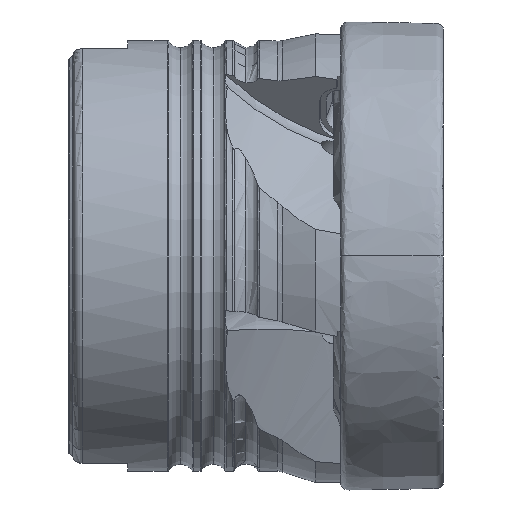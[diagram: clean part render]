
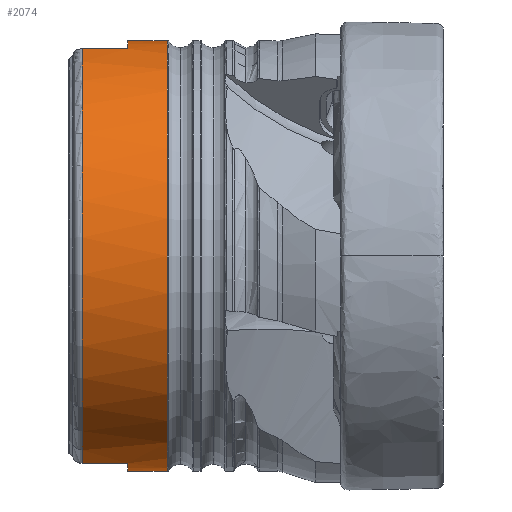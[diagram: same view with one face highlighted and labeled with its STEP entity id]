
A CAD part, front view. The second image highlights one B-rep face of the part: STEP entity #2074.
In plain terms, the highlighted cylindrical face has radius 23 mm (diameter 46 mm), a partial arc.
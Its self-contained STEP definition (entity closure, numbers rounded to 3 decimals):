
#118 = AXIS2_PLACEMENT_3D ( 'NONE', #7300, #6434, #4902 ) ;
#339 = CIRCLE ( 'NONE', #6691, 23. ) ;
#483 = ORIENTED_EDGE ( 'NONE', *, *, #9714, .T. ) ;
#485 = VECTOR ( 'NONE', #4061, 1000. ) ;
#797 = CARTESIAN_POINT ( 'NONE',  ( -37.9, -6.232, 22.14 ) ) ;
#819 = CARTESIAN_POINT ( 'NONE',  ( 0., -6.232, 22.14 ) ) ;
#1316 = LINE ( 'NONE', #2180, #1674 ) ;
#1317 = DIRECTION ( 'NONE',  ( 1., 0., 0. ) ) ;
#1323 = DIRECTION ( 'NONE',  ( 0., 0., -1. ) ) ;
#1574 = EDGE_CURVE ( 'NONE', #9819, #2989, #3176, .T. ) ;
#1674 = VECTOR ( 'NONE', #1317, 1000. ) ;
#1713 = VERTEX_POINT ( 'NONE', #6693 ) ;
#1802 = CYLINDRICAL_SURFACE ( 'NONE', #5858, 23. ) ;
#1982 = ORIENTED_EDGE ( 'NONE', *, *, #7185, .F. ) ;
#2032 = DIRECTION ( 'NONE',  ( 1., 0., 0. ) ) ;
#2044 = VERTEX_POINT ( 'NONE', #7020 ) ;
#2074 = ADVANCED_FACE ( 'NONE', ( #4174 ), #1802, .T. ) ;
#2180 = CARTESIAN_POINT ( 'NONE',  ( 0., 0., 23. ) ) ;
#2373 = VERTEX_POINT ( 'NONE', #2802 ) ;
#2563 = ORIENTED_EDGE ( 'NONE', *, *, #9875, .T. ) ;
#2598 = AXIS2_PLACEMENT_3D ( 'NONE', #5997, #2032, #2910 ) ;
#2723 = VERTEX_POINT ( 'NONE', #8907 ) ;
#2802 = CARTESIAN_POINT ( 'NONE',  ( -37.9, -6.232, -22.14 ) ) ;
#2910 = DIRECTION ( 'NONE',  ( 0., 0., 1. ) ) ;
#2989 = VERTEX_POINT ( 'NONE', #9248 ) ;
#3121 = DIRECTION ( 'NONE',  ( 1., 0., 0. ) ) ;
#3176 = CIRCLE ( 'NONE', #2598, 23. ) ;
#3258 = AXIS2_PLACEMENT_3D ( 'NONE', #3962, #10365, #6531 ) ;
#3651 = CARTESIAN_POINT ( 'NONE',  ( -28.81, 0., 0. ) ) ;
#3962 = CARTESIAN_POINT ( 'NONE',  ( -37.9, 0., 0. ) ) ;
#4034 = CARTESIAN_POINT ( 'NONE',  ( 0., 0., 0. ) ) ;
#4061 = DIRECTION ( 'NONE',  ( -1., 0., 0. ) ) ;
#4174 = FACE_OUTER_BOUND ( 'NONE', #9818, .T. ) ;
#4284 = ORIENTED_EDGE ( 'NONE', *, *, #5115, .T. ) ;
#4317 = LINE ( 'NONE', #5260, #4802 ) ;
#4667 = CARTESIAN_POINT ( 'NONE',  ( 0., -6.232, -22.14 ) ) ;
#4747 = DIRECTION ( 'NONE',  ( 1., 0., 0. ) ) ;
#4802 = VECTOR ( 'NONE', #6037, 1000. ) ;
#4902 = DIRECTION ( 'NONE',  ( 0., 0., 1. ) ) ;
#4969 = ORIENTED_EDGE ( 'NONE', *, *, #5163, .F. ) ;
#5115 = EDGE_CURVE ( 'NONE', #6165, #2044, #9725, .T. ) ;
#5129 = VERTEX_POINT ( 'NONE', #797 ) ;
#5159 = EDGE_CURVE ( 'NONE', #9819, #2373, #5987, .T. ) ;
#5163 = EDGE_CURVE ( 'NONE', #5129, #2044, #7006, .T. ) ;
#5222 = ORIENTED_EDGE ( 'NONE', *, *, #1574, .T. ) ;
#5260 = CARTESIAN_POINT ( 'NONE',  ( 0., 0., -23. ) ) ;
#5858 = AXIS2_PLACEMENT_3D ( 'NONE', #4034, #4747, #10303 ) ;
#5987 = LINE ( 'NONE', #4667, #485 ) ;
#5997 = CARTESIAN_POINT ( 'NONE',  ( -33.05, 0., 0. ) ) ;
#6037 = DIRECTION ( 'NONE',  ( 1., 0., 0. ) ) ;
#6165 = VERTEX_POINT ( 'NONE', #6717 ) ;
#6309 = EDGE_CURVE ( 'NONE', #2723, #1713, #339, .T. ) ;
#6434 = DIRECTION ( 'NONE',  ( 1., 0., 0. ) ) ;
#6531 = DIRECTION ( 'NONE',  ( 0., 0., -1. ) ) ;
#6691 = AXIS2_PLACEMENT_3D ( 'NONE', #3651, #7657, #1323 ) ;
#6693 = CARTESIAN_POINT ( 'NONE',  ( -28.81, 0., -23. ) ) ;
#6717 = CARTESIAN_POINT ( 'NONE',  ( -33.05, 0., 23. ) ) ;
#7006 = LINE ( 'NONE', #819, #7362 ) ;
#7020 = CARTESIAN_POINT ( 'NONE',  ( -33.05, -6.232, 22.14 ) ) ;
#7185 = EDGE_CURVE ( 'NONE', #6165, #2723, #1316, .T. ) ;
#7300 = CARTESIAN_POINT ( 'NONE',  ( -33.05, 0., 0. ) ) ;
#7362 = VECTOR ( 'NONE', #3121, 1000. ) ;
#7657 = DIRECTION ( 'NONE',  ( 1., 0., 0. ) ) ;
#8702 = ORIENTED_EDGE ( 'NONE', *, *, #6309, .F. ) ;
#8907 = CARTESIAN_POINT ( 'NONE',  ( -28.81, 0., 23. ) ) ;
#9065 = CARTESIAN_POINT ( 'NONE',  ( -33.05, -6.232, -22.14 ) ) ;
#9248 = CARTESIAN_POINT ( 'NONE',  ( -33.05, 0., -23. ) ) ;
#9714 = EDGE_CURVE ( 'NONE', #5129, #2373, #9824, .T. ) ;
#9725 = CIRCLE ( 'NONE', #118, 23. ) ;
#9818 = EDGE_LOOP ( 'NONE', ( #1982, #4284, #4969, #483, #9916, #5222, #2563, #8702 ) ) ;
#9819 = VERTEX_POINT ( 'NONE', #9065 ) ;
#9824 = CIRCLE ( 'NONE', #3258, 23. ) ;
#9875 = EDGE_CURVE ( 'NONE', #2989, #1713, #4317, .T. ) ;
#9916 = ORIENTED_EDGE ( 'NONE', *, *, #5159, .F. ) ;
#10303 = DIRECTION ( 'NONE',  ( 0., 0., -1. ) ) ;
#10365 = DIRECTION ( 'NONE',  ( 1., 0., 0. ) ) ;
